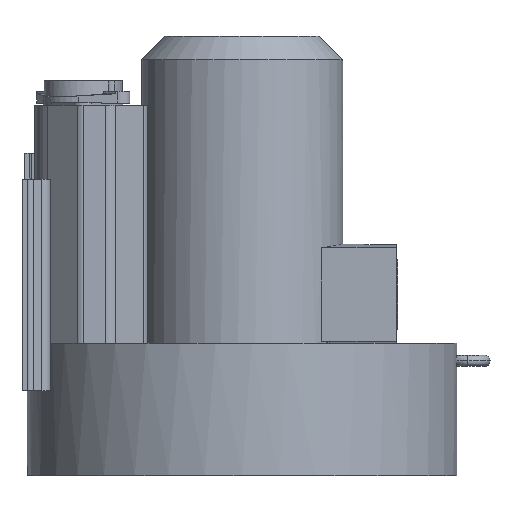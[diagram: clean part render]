
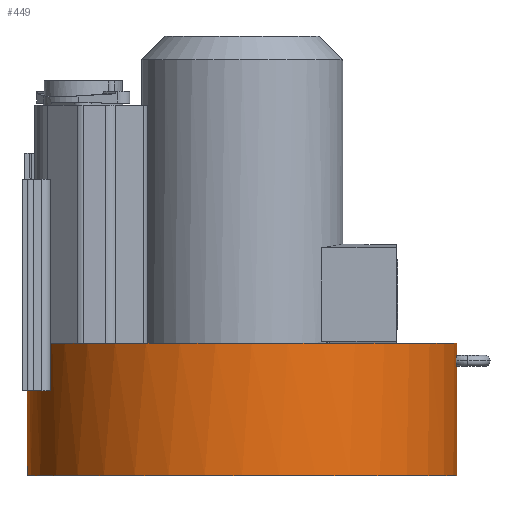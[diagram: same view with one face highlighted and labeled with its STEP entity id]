
A CAD part, left-side view. The second image highlights one B-rep face of the part: STEP entity #449.
In plain terms, the highlighted cylindrical face has radius 182.9 mm (diameter 365.8 mm), a partial arc.
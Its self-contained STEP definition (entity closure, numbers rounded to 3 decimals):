
#449=ADVANCED_FACE('',(#823),#659,.T.);
#659=CYLINDRICAL_SURFACE('',#5581,182.9);
#823=FACE_OUTER_BOUND('',#1070,.T.);
#1070=EDGE_LOOP('',(#2297,#2298,#2299,#2300,#2301,#2302,#2303,#2304,#2305,
#2306,#2307,#2308,#2309));
#1253=CIRCLE('',#5270,182.9);
#1268=CIRCLE('',#5285,182.9);
#1385=CIRCLE('',#5450,182.9);
#1443=CIRCLE('',#5574,182.9);
#1444=CIRCLE('',#5576,182.9);
#1446=CIRCLE('',#5580,182.9);
#1602=B_SPLINE_CURVE_WITH_KNOTS('',3,(#7681,#7682,#7683,#7684,#7685,#7686,
#7687,#7688,#7689,#7690,#7691,#7692),.UNSPECIFIED.,.F.,.F.,(4,2,2,2,2,4),
(0.,0.25,0.5,0.75,0.875,1.),.UNSPECIFIED.);
#1606=B_SPLINE_CURVE_WITH_KNOTS('',3,(#8493,#8494,#8495,#8496,#8497,#8498,
#8499,#8500,#8501,#8502,#8503,#8504),.UNSPECIFIED.,.F.,.F.,(4,2,2,2,2,4),
(0.,0.125,0.25,0.5,0.75,1.),.UNSPECIFIED.);
#2297=ORIENTED_EDGE('',*,*,#3917,.F.);
#2298=ORIENTED_EDGE('',*,*,#3749,.T.);
#2299=ORIENTED_EDGE('',*,*,#4150,.T.);
#2300=ORIENTED_EDGE('',*,*,#3773,.T.);
#2301=ORIENTED_EDGE('',*,*,#3999,.F.);
#2302=ORIENTED_EDGE('',*,*,#3985,.F.);
#2303=ORIENTED_EDGE('',*,*,#4018,.T.);
#2304=ORIENTED_EDGE('',*,*,#4148,.T.);
#2305=ORIENTED_EDGE('',*,*,#3921,.F.);
#2306=ORIENTED_EDGE('',*,*,#4147,.F.);
#2307=ORIENTED_EDGE('',*,*,#3919,.T.);
#2308=ORIENTED_EDGE('',*,*,#3787,.F.);
#2309=ORIENTED_EDGE('',*,*,#4151,.F.);
#3185=VERTEX_POINT('',#7579);
#3198=VERTEX_POINT('',#7605);
#3199=VERTEX_POINT('',#7607);
#3222=VERTEX_POINT('',#7653);
#3231=VERTEX_POINT('',#7680);
#3232=VERTEX_POINT('',#7693);
#3358=VERTEX_POINT('',#7985);
#3359=VERTEX_POINT('',#7999);
#3360=VERTEX_POINT('',#8001);
#3361=VERTEX_POINT('',#8003);
#3418=VERTEX_POINT('',#8140);
#3419=VERTEX_POINT('',#8142);
#3442=VERTEX_POINT('',#8225);
#3749=EDGE_CURVE('',#3199,#3198,#1253,.T.);
#3773=EDGE_CURVE('',#3185,#3222,#1268,.T.);
#3787=EDGE_CURVE('',#3231,#3232,#1602,.T.);
#3917=EDGE_CURVE('',#3199,#3358,#4575,.T.);
#3919=EDGE_CURVE('',#3359,#3232,#4576,.T.);
#3921=EDGE_CURVE('',#3360,#3361,#4577,.T.);
#3985=EDGE_CURVE('',#3418,#3419,#1385,.T.);
#3999=EDGE_CURVE('',#3419,#3222,#4616,.T.);
#4018=EDGE_CURVE('',#3418,#3442,#4628,.T.);
#4147=EDGE_CURVE('',#3359,#3360,#1443,.T.);
#4148=EDGE_CURVE('',#3442,#3361,#1444,.T.);
#4150=EDGE_CURVE('',#3198,#3185,#1446,.T.);
#4151=EDGE_CURVE('',#3358,#3231,#1606,.T.);
#4575=LINE('',#7984,#4951);
#4576=LINE('',#7998,#4952);
#4577=LINE('',#8002,#4953);
#4616=LINE('',#8172,#4992);
#4628=LINE('',#8224,#5004);
#4951=VECTOR('',#6258,1.);
#4952=VECTOR('',#6259,1.);
#4953=VECTOR('',#6262,1.);
#4992=VECTOR('',#6409,1.);
#5004=VECTOR('',#6437,1.);
#5270=AXIS2_PLACEMENT_3D('',#7606,#5930,#5931);
#5285=AXIS2_PLACEMENT_3D('',#7654,#5969,#5970);
#5450=AXIS2_PLACEMENT_3D('',#8141,#6385,#6386);
#5574=AXIS2_PLACEMENT_3D('',#8486,#6723,#6724);
#5576=AXIS2_PLACEMENT_3D('',#8488,#6727,#6728);
#5580=AXIS2_PLACEMENT_3D('',#8492,#6735,#6736);
#5581=AXIS2_PLACEMENT_3D('',#8505,#6737,#6738);
#5930=DIRECTION('',(0.,0.,-1.));
#5931=DIRECTION('',(0.,-1.,0.));
#5969=DIRECTION('',(0.,0.,-1.));
#5970=DIRECTION('',(0.,-1.,0.));
#6258=DIRECTION('',(0.,0.,-1.));
#6259=DIRECTION('',(0.,0.,1.));
#6262=DIRECTION('',(0.,0.,1.));
#6385=DIRECTION('',(0.,0.,1.));
#6386=DIRECTION('',(0.,-1.,0.));
#6409=DIRECTION('',(0.,0.,1.));
#6437=DIRECTION('',(0.,0.,1.));
#6723=DIRECTION('',(0.,0.,-1.));
#6724=DIRECTION('',(0.,1.,0.));
#6727=DIRECTION('',(0.,0.,-1.));
#6728=DIRECTION('',(0.,-1.,0.));
#6735=DIRECTION('',(0.,0.,-1.));
#6736=DIRECTION('',(0.,-1.,0.));
#6737=DIRECTION('',(0.,0.,-1.));
#6738=DIRECTION('',(0.,-1.,0.));
#7579=CARTESIAN_POINT('',(-47.054,176.744,85.));
#7605=CARTESIAN_POINT('',(-102.931,151.187,85.));
#7606=CARTESIAN_POINT('',(0.,0.,85.));
#7607=CARTESIAN_POINT('',(0.,-182.9,85.));
#7653=CARTESIAN_POINT('',(-29.524,180.501,85.));
#7654=CARTESIAN_POINT('',(0.,0.,85.));
#7680=CARTESIAN_POINT('',(-15.691,-182.226,70.005));
#7681=CARTESIAN_POINT('',(-15.691,-182.226,70.005));
#7682=CARTESIAN_POINT('',(-15.691,-182.226,68.423));
#7683=CARTESIAN_POINT('',(-14.737,-182.31,66.954));
#7684=CARTESIAN_POINT('',(-12.059,-182.507,65.335));
#7685=CARTESIAN_POINT('',(-10.422,-182.609,65.139));
#7686=CARTESIAN_POINT('',(-7.34,-182.759,65.495));
#7687=CARTESIAN_POINT('',(-5.859,-182.812,66.033));
#7688=CARTESIAN_POINT('',(-3.712,-182.864,66.99));
#7689=CARTESIAN_POINT('',(-3.006,-182.877,67.337));
#7690=CARTESIAN_POINT('',(-1.565,-182.895,67.949));
#7691=CARTESIAN_POINT('',(-0.833,-182.9,68.222));
#7692=CARTESIAN_POINT('',(0.,-182.9,68.221));
#7693=CARTESIAN_POINT('',(0.,-182.9,68.221));
#7984=CARTESIAN_POINT('',(0.,-182.9,102.25));
#7985=CARTESIAN_POINT('',(0.,-182.9,71.788));
#7998=CARTESIAN_POINT('',(0.,-182.9,102.25));
#7999=CARTESIAN_POINT('',(0.,-182.9,-27.75));
#8001=CARTESIAN_POINT('',(0.,182.9,-27.75));
#8002=CARTESIAN_POINT('',(0.,182.9,102.25));
#8003=CARTESIAN_POINT('',(0.,182.9,85.));
#8140=CARTESIAN_POINT('',(-22.81,181.472,76.));
#8141=CARTESIAN_POINT('',(0.,0.,76.));
#8142=CARTESIAN_POINT('',(-29.524,180.501,76.));
#8172=CARTESIAN_POINT('',(-29.524,180.501,28.625));
#8224=CARTESIAN_POINT('',(-22.81,181.472,102.25));
#8225=CARTESIAN_POINT('',(-22.81,181.472,85.));
#8486=CARTESIAN_POINT('',(0.,0.,-27.75));
#8488=CARTESIAN_POINT('',(0.,0.,85.));
#8492=CARTESIAN_POINT('',(0.,0.,85.));
#8493=CARTESIAN_POINT('',(0.,-182.9,71.788));
#8494=CARTESIAN_POINT('',(-0.781,-182.9,71.787));
#8495=CARTESIAN_POINT('',(-1.506,-182.895,72.039));
#8496=CARTESIAN_POINT('',(-2.929,-182.878,72.636));
#8497=CARTESIAN_POINT('',(-3.626,-182.865,72.979));
#8498=CARTESIAN_POINT('',(-5.741,-182.815,73.927));
#8499=CARTESIAN_POINT('',(-7.181,-182.766,74.471));
#8500=CARTESIAN_POINT('',(-10.285,-182.617,74.877));
#8501=CARTESIAN_POINT('',(-11.962,-182.514,74.706));
#8502=CARTESIAN_POINT('',(-14.704,-182.313,73.1));
#8503=CARTESIAN_POINT('',(-15.691,-182.226,71.613));
#8504=CARTESIAN_POINT('',(-15.691,-182.226,70.005));
#8505=CARTESIAN_POINT('',(0.,0.,102.25));
